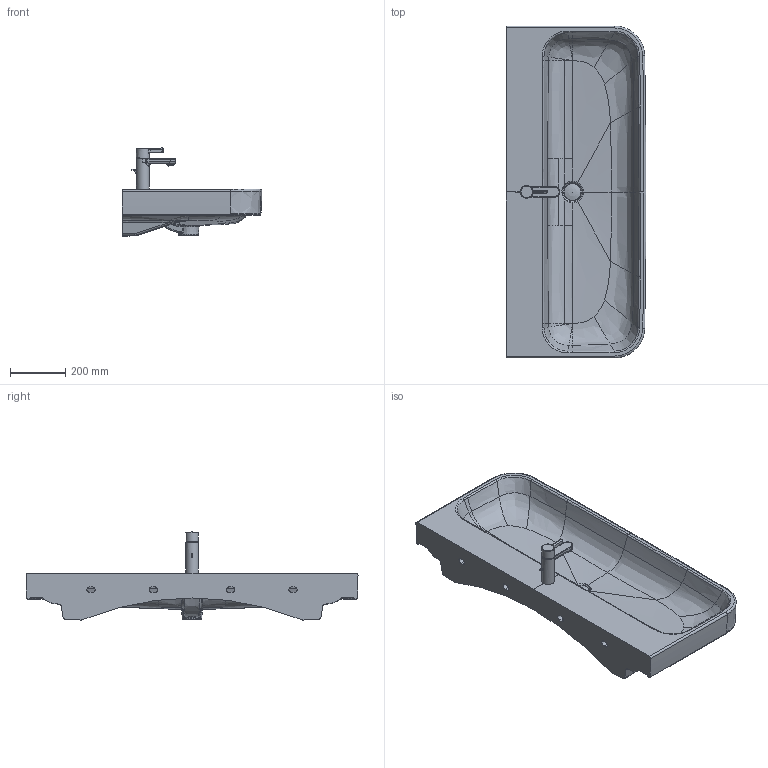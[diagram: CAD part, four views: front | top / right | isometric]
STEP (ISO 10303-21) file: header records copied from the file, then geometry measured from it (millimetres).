
FILE_DESCRIPTION((''),'2;1');
FILE_NAME('231812_5.stp','2014-11-21T14:10:33',('Administrator'),(''),'Autodesk Inventor 2011','Autodesk Inventor 2011','');
FILE_SCHEMA(('CONFIG_CONTROL_DESIGN'));
Length unit declared in the file: millimetre
Products named in the file (10): 231812_5; 231812_1; Armatur Waschtisch; Fassung Sieb; Griff; Gehäuse; Hebel_Ventil; Gleitring; Kelch; Stopfen
Assembly tree (9 placements, depth 3):
  231812_5
    231812_1
    Armatur Waschtisch
      Fassung Sieb
      Griff
      Gehäuse
      Hebel_Ventil
      Gleitring
    Kelch
    Stopfen
Bounding box: 504.83 x 1199.8 x 318.39 mm (x, y, z)
Volume: 23712445.8 mm3; surface area: 2005660.4 mm2
Topology: 7 solids, 9 shells, 560 faces, 1359 edges, 802 vertices
Faces by surface type: bspline 257, cylinder 129, plane 121, torus 28, sphere 16, cone 9
Full cylindrical faces by diameter (mm): 4 x2, 12 x5, 20.15 x1, 21.15 x1, 23.15 x1, 25 x1, 35 x1, 42 x1, 44 x1, 46 x2, 49 x1, 60 x1
Entity records: 60470 total; most frequent: CARTESIAN_POINT 48322, ORIENTED_EDGE 2584, DIRECTION 1901, EDGE_CURVE 1294, VERTEX_POINT 789, AXIS2_PLACEMENT_3D 776, EDGE_LOOP 635, FACE_OUTER_BOUND 559
